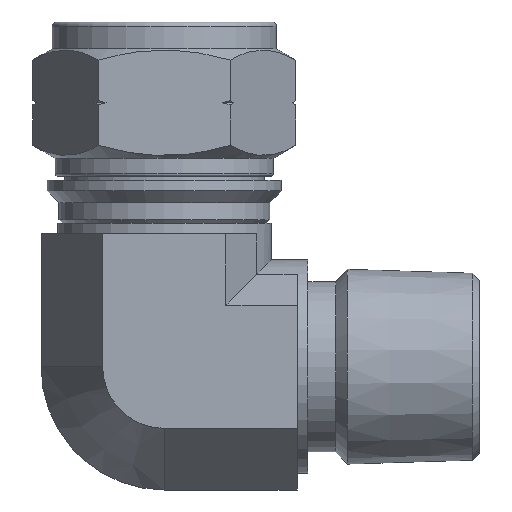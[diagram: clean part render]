
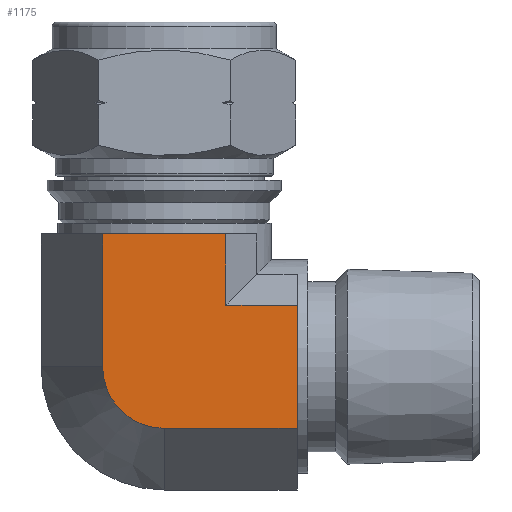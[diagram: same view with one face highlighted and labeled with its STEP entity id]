
A CAD part, left-side view. The second image highlights one B-rep face of the part: STEP entity #1175.
In plain terms, the highlighted planar face has unit normal (-1, 0, 0).
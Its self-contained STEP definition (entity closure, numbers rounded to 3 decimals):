
#91=CIRCLE('',#1325,6.87);
#189=FACE_OUTER_BOUND('',#271,.T.);
#271=EDGE_LOOP('',(#1047,#1048,#1049,#1050,#1051,#1052,#1053,#1054,#1055));
#309=LINE('',#1973,#385);
#312=LINE('',#1985,#388);
#324=LINE('',#2026,#400);
#333=LINE('',#2044,#409);
#335=LINE('',#2049,#411);
#341=LINE('',#2062,#417);
#348=LINE('',#2082,#424);
#349=LINE('',#2083,#425);
#385=VECTOR('',#1544,10.);
#388=VECTOR('',#1555,10.);
#400=VECTOR('',#1599,10.);
#409=VECTOR('',#1614,10.);
#411=VECTOR('',#1618,10.);
#417=VECTOR('',#1634,10.);
#424=VECTOR('',#1661,10.);
#425=VECTOR('',#1662,10.);
#531=VERTEX_POINT('',#1968);
#533=VERTEX_POINT('',#1971);
#538=VERTEX_POINT('',#1984);
#550=VERTEX_POINT('',#2022);
#551=VERTEX_POINT('',#2024);
#557=VERTEX_POINT('',#2042);
#558=VERTEX_POINT('',#2046);
#561=VERTEX_POINT('',#2060);
#564=VERTEX_POINT('',#2078);
#676=EDGE_CURVE('',#533,#531,#309,.T.);
#681=EDGE_CURVE('',#531,#538,#312,.T.);
#700=EDGE_CURVE('',#551,#550,#324,.T.);
#709=EDGE_CURVE('',#557,#538,#333,.T.);
#711=EDGE_CURVE('',#558,#533,#335,.T.);
#719=EDGE_CURVE('',#558,#561,#341,.T.);
#729=EDGE_CURVE('',#564,#557,#91,.T.);
#730=EDGE_CURVE('',#550,#561,#348,.T.);
#731=EDGE_CURVE('',#564,#551,#349,.T.);
#1047=ORIENTED_EDGE('',*,*,#719,.T.);
#1048=ORIENTED_EDGE('',*,*,#730,.F.);
#1049=ORIENTED_EDGE('',*,*,#700,.F.);
#1050=ORIENTED_EDGE('',*,*,#731,.F.);
#1051=ORIENTED_EDGE('',*,*,#729,.T.);
#1052=ORIENTED_EDGE('',*,*,#709,.T.);
#1053=ORIENTED_EDGE('',*,*,#681,.F.);
#1054=ORIENTED_EDGE('',*,*,#676,.F.);
#1055=ORIENTED_EDGE('',*,*,#711,.F.);
#1100=PLANE('',#1326);
#1175=ADVANCED_FACE('',(#189),#1100,.T.);
#1325=AXIS2_PLACEMENT_3D('',#2080,#1657,#1658);
#1326=AXIS2_PLACEMENT_3D('',#2081,#1659,#1660);
#1544=DIRECTION('',(0.,0.,-1.));
#1555=DIRECTION('',(0.,0.,-1.));
#1599=DIRECTION('',(0.,-1.,0.));
#1614=DIRECTION('',(0.,-1.,0.));
#1618=DIRECTION('',(0.,-1.,0.));
#1634=DIRECTION('',(0.,0.,1.));
#1657=DIRECTION('center_axis',(-1.,0.,0.));
#1658=DIRECTION('ref_axis',(0.,1.,0.));
#1659=DIRECTION('center_axis',(-1.,0.,0.));
#1660=DIRECTION('ref_axis',(0.,-1.,0.));
#1661=DIRECTION('',(0.,-1.,0.));
#1662=DIRECTION('',(0.,0.,1.));
#1968=CARTESIAN_POINT('',(-11.9,-14.8,0.));
#1971=CARTESIAN_POINT('',(-11.9,-14.8,6.87));
#1973=CARTESIAN_POINT('',(-11.9,-14.8,6.87));
#1984=CARTESIAN_POINT('',(-11.9,-14.8,-6.87));
#1985=CARTESIAN_POINT('',(-11.9,-14.8,6.87));
#2022=CARTESIAN_POINT('',(-11.9,0.,14.8));
#2024=CARTESIAN_POINT('',(-11.9,6.87,14.8));
#2026=CARTESIAN_POINT('',(-11.9,6.87,14.8));
#2042=CARTESIAN_POINT('',(-11.9,0.,-6.87));
#2044=CARTESIAN_POINT('',(-11.9,0.,-6.87));
#2046=CARTESIAN_POINT('',(-11.9,-6.87,6.87));
#2049=CARTESIAN_POINT('',(-11.9,0.,6.87));
#2060=CARTESIAN_POINT('',(-11.9,-6.87,14.8));
#2062=CARTESIAN_POINT('',(-11.9,-6.87,0.));
#2078=CARTESIAN_POINT('',(-11.9,6.87,0.));
#2080=CARTESIAN_POINT('Origin',(-11.9,0.,
0.));
#2081=CARTESIAN_POINT('Origin',(-11.9,6.87,0.));
#2082=CARTESIAN_POINT('',(-11.9,6.87,14.8));
#2083=CARTESIAN_POINT('',(-11.9,6.87,0.));
